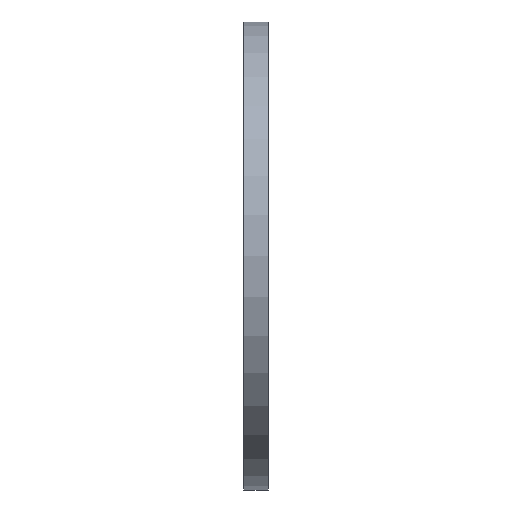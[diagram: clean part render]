
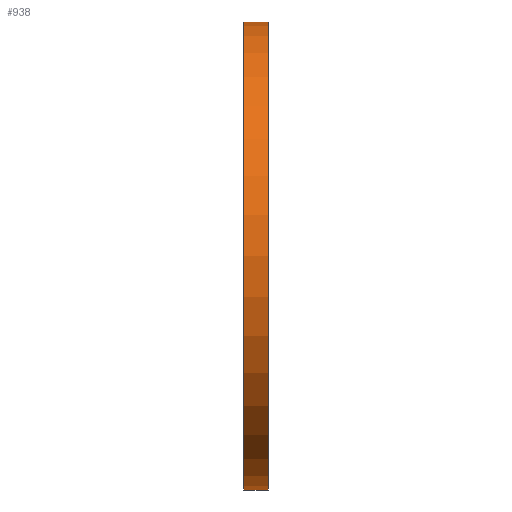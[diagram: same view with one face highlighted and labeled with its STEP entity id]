
A CAD part, left-side view. The second image highlights one B-rep face of the part: STEP entity #938.
In plain terms, the highlighted cylindrical face has radius 252.5 mm (diameter 505 mm), a partial arc.
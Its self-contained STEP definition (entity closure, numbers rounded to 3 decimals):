
#8 = CIRCLE ( 'NONE', #1192, 252.5 ) ;
#82 = CARTESIAN_POINT ( 'NONE',  ( 0., 26., 0. ) ) ;
#90 = ORIENTED_EDGE ( 'NONE', *, *, #397, .T. ) ;
#131 = VERTEX_POINT ( 'NONE', #1152 ) ;
#141 = CARTESIAN_POINT ( 'NONE',  ( 0., 26., 252.5 ) ) ;
#146 = VECTOR ( 'NONE', #1215, 1000. ) ;
#160 = VERTEX_POINT ( 'NONE', #332 ) ;
#164 = CYLINDRICAL_SURFACE ( 'NONE', #670, 252.5 ) ;
#204 = VERTEX_POINT ( 'NONE', #314 ) ;
#216 = ORIENTED_EDGE ( 'NONE', *, *, #405, .T. ) ;
#247 = DIRECTION ( 'NONE',  ( 0., 0., -1. ) ) ;
#272 = CIRCLE ( 'NONE', #979, 252.5 ) ;
#288 = CARTESIAN_POINT ( 'NONE',  ( 0., 26., -252.5 ) ) ;
#314 = CARTESIAN_POINT ( 'NONE',  ( 0., 26., -252.5 ) ) ;
#332 = CARTESIAN_POINT ( 'NONE',  ( 0., 0., -252.5 ) ) ;
#341 = ORIENTED_EDGE ( 'NONE', *, *, #596, .F. ) ;
#348 = EDGE_LOOP ( 'NONE', ( #534, #341, #90, #216 ) ) ;
#397 = EDGE_CURVE ( 'NONE', #204, #160, #592, .T. ) ;
#405 = EDGE_CURVE ( 'NONE', #160, #131, #272, .T. ) ;
#425 = LINE ( 'NONE', #141, #512 ) ;
#512 = VECTOR ( 'NONE', #556, 1000. ) ;
#534 = ORIENTED_EDGE ( 'NONE', *, *, #1198, .F. ) ;
#556 = DIRECTION ( 'NONE',  ( 0., -1., 0. ) ) ;
#566 = FACE_OUTER_BOUND ( 'NONE', #348, .T. ) ;
#589 = CARTESIAN_POINT ( 'NONE',  ( 0., 26., 0. ) ) ;
#592 = LINE ( 'NONE', #288, #146 ) ;
#596 = EDGE_CURVE ( 'NONE', #204, #1319, #8, .T. ) ;
#670 = AXIS2_PLACEMENT_3D ( 'NONE', #82, #1196, #247 ) ;
#697 = DIRECTION ( 'NONE',  ( 0., 1., 0. ) ) ;
#780 = CARTESIAN_POINT ( 'NONE',  ( 0., 26., 252.5 ) ) ;
#796 = CARTESIAN_POINT ( 'NONE',  ( 0., 0., 0. ) ) ;
#938 = ADVANCED_FACE ( 'NONE', ( #566 ), #164, .T. ) ;
#979 = AXIS2_PLACEMENT_3D ( 'NONE', #796, #697, #1125 ) ;
#1016 = DIRECTION ( 'NONE',  ( 0., 1., 0. ) ) ;
#1125 = DIRECTION ( 'NONE',  ( 0., 0., 1. ) ) ;
#1152 = CARTESIAN_POINT ( 'NONE',  ( 0., 0., 252.5 ) ) ;
#1192 = AXIS2_PLACEMENT_3D ( 'NONE', #589, #1016, #1231 ) ;
#1196 = DIRECTION ( 'NONE',  ( 0., -1., 0. ) ) ;
#1198 = EDGE_CURVE ( 'NONE', #1319, #131, #425, .T. ) ;
#1215 = DIRECTION ( 'NONE',  ( 0., -1., 0. ) ) ;
#1231 = DIRECTION ( 'NONE',  ( 0., 0., 1. ) ) ;
#1319 = VERTEX_POINT ( 'NONE', #780 ) ;
